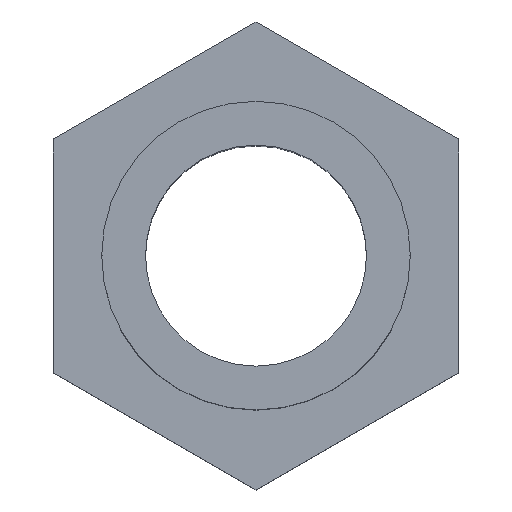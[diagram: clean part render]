
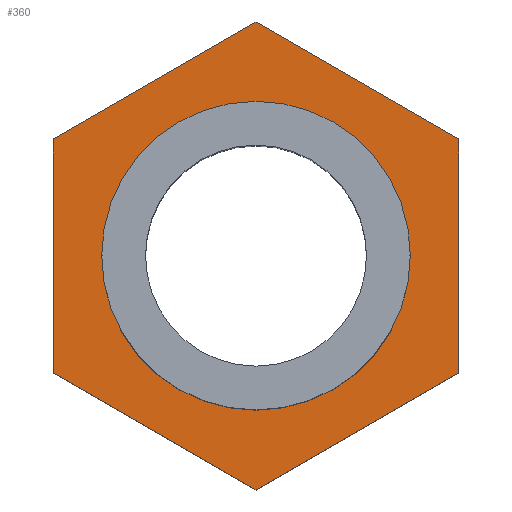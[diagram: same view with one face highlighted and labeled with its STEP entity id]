
A CAD part, top view. The second image highlights one B-rep face of the part: STEP entity #360.
In plain terms, the highlighted planar face has unit normal (0, 0, 1).
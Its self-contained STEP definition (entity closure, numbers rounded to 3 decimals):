
#12 = FACE_OUTER_BOUND ( 'NONE', #538, .T. ) ;
#24 = ORIENTED_EDGE ( 'NONE', *, *, #432, .F. ) ;
#25 = DIRECTION ( 'NONE',  ( 0., 1., 0. ) ) ;
#56 = ORIENTED_EDGE ( 'NONE', *, *, #859, .F. ) ;
#58 = LINE ( 'NONE', #436, #540 ) ;
#73 = CARTESIAN_POINT ( 'NONE',  ( -27.5, -15.877, -22.5 ) ) ;
#75 = ORIENTED_EDGE ( 'NONE', *, *, #783, .F. ) ;
#79 = VERTEX_POINT ( 'NONE', #398 ) ;
#95 = LINE ( 'NONE', #880, #611 ) ;
#99 = LINE ( 'NONE', #469, #866 ) ;
#155 = CARTESIAN_POINT ( 'NONE',  ( -22.822, -18.578, -22.5 ) ) ;
#243 = EDGE_CURVE ( 'NONE', #839, #437, #58, .T. ) ;
#244 = DIRECTION ( 'NONE',  ( 0.866, -0.5, 0. ) ) ;
#257 = ORIENTED_EDGE ( 'NONE', *, *, #515, .F. ) ;
#265 = CARTESIAN_POINT ( 'NONE',  ( 0., -31.754, -22.5 ) ) ;
#277 = DIRECTION ( 'NONE',  ( -0.866, -0.5, 0. ) ) ;
#282 = ORIENTED_EDGE ( 'NONE', *, *, #633, .F. ) ;
#304 = CARTESIAN_POINT ( 'NONE',  ( 0., 20.95, -22.5 ) ) ;
#311 = CARTESIAN_POINT ( 'NONE',  ( 0., 31.754, -22.5 ) ) ;
#313 = VERTEX_POINT ( 'NONE', #830 ) ;
#314 = AXIS2_PLACEMENT_3D ( 'NONE', #304, #761, #444 ) ;
#320 = CARTESIAN_POINT ( 'NONE',  ( 0., 0., -22.5 ) ) ;
#349 = LINE ( 'NONE', #886, #803 ) ;
#360 = ADVANCED_FACE ( 'NONE', ( #907, #12 ), #454, .F. ) ;
#361 = AXIS2_PLACEMENT_3D ( 'NONE', #684, #924, #627 ) ;
#398 = CARTESIAN_POINT ( 'NONE',  ( 27.5, 15.877, -22.5 ) ) ;
#400 = CARTESIAN_POINT ( 'NONE',  ( -27.5, 15.877, -22.5 ) ) ;
#404 = VERTEX_POINT ( 'NONE', #766 ) ;
#405 = VECTOR ( 'NONE', #244, 1000. ) ;
#417 = DIRECTION ( 'NONE',  ( 0., -1., 0. ) ) ;
#432 = EDGE_CURVE ( 'NONE', #696, #313, #546, .T. ) ;
#434 = VERTEX_POINT ( 'NONE', #73 ) ;
#436 = CARTESIAN_POINT ( 'NONE',  ( -4.678, 29.053, -22.5 ) ) ;
#437 = VERTEX_POINT ( 'NONE', #311 ) ;
#444 = DIRECTION ( 'NONE',  ( -1., 0., 0. ) ) ;
#454 = PLANE ( 'NONE',  #314 ) ;
#462 = EDGE_CURVE ( 'NONE', #437, #79, #926, .T. ) ;
#469 = CARTESIAN_POINT ( 'NONE',  ( 27.5, 20.95, -22.5 ) ) ;
#515 = EDGE_CURVE ( 'NONE', #79, #404, #99, .T. ) ;
#527 = VECTOR ( 'NONE', #845, 1000. ) ;
#535 = LINE ( 'NONE', #155, #527 ) ;
#538 = EDGE_LOOP ( 'NONE', ( #56, #282, #257, #957, #984, #644 ) ) ;
#540 = VECTOR ( 'NONE', #669, 1000. ) ;
#546 = CIRCLE ( 'NONE', #944, 20.95 ) ;
#555 = CARTESIAN_POINT ( 'NONE',  ( 4.678, 29.053, -22.5 ) ) ;
#611 = VECTOR ( 'NONE', #25, 1000. ) ;
#627 = DIRECTION ( 'NONE',  ( 1., 0., 0. ) ) ;
#633 = EDGE_CURVE ( 'NONE', #404, #980, #349, .T. ) ;
#644 = ORIENTED_EDGE ( 'NONE', *, *, #902, .F. ) ;
#669 = DIRECTION ( 'NONE',  ( 0.866, 0.5, 0. ) ) ;
#684 = CARTESIAN_POINT ( 'NONE',  ( 0., 0., -22.5 ) ) ;
#696 = VERTEX_POINT ( 'NONE', #759 ) ;
#759 = CARTESIAN_POINT ( 'NONE',  ( 20.95, 0., -22.5 ) ) ;
#761 = DIRECTION ( 'NONE',  ( 0., 0., -1. ) ) ;
#766 = CARTESIAN_POINT ( 'NONE',  ( 27.5, -15.877, -22.5 ) ) ;
#771 = DIRECTION ( 'NONE',  ( 1., 0., 0. ) ) ;
#773 = CIRCLE ( 'NONE', #361, 20.95 ) ;
#783 = EDGE_CURVE ( 'NONE', #313, #696, #773, .T. ) ;
#803 = VECTOR ( 'NONE', #277, 1000. ) ;
#830 = CARTESIAN_POINT ( 'NONE',  ( -20.95, 0., -22.5 ) ) ;
#839 = VERTEX_POINT ( 'NONE', #400 ) ;
#845 = DIRECTION ( 'NONE',  ( -0.866, 0.5, 0. ) ) ;
#859 = EDGE_CURVE ( 'NONE', #980, #434, #535, .T. ) ;
#866 = VECTOR ( 'NONE', #417, 1000. ) ;
#880 = CARTESIAN_POINT ( 'NONE',  ( -27.5, 20.95, -22.5 ) ) ;
#886 = CARTESIAN_POINT ( 'NONE',  ( 22.822, -18.578, -22.5 ) ) ;
#901 = DIRECTION ( 'NONE',  ( 0., 0., 1. ) ) ;
#902 = EDGE_CURVE ( 'NONE', #434, #839, #95, .T. ) ;
#907 = FACE_BOUND ( 'NONE', #919, .T. ) ;
#919 = EDGE_LOOP ( 'NONE', ( #24, #75 ) ) ;
#924 = DIRECTION ( 'NONE',  ( 0., 0., 1. ) ) ;
#926 = LINE ( 'NONE', #555, #405 ) ;
#944 = AXIS2_PLACEMENT_3D ( 'NONE', #320, #901, #771 ) ;
#957 = ORIENTED_EDGE ( 'NONE', *, *, #462, .F. ) ;
#980 = VERTEX_POINT ( 'NONE', #265 ) ;
#984 = ORIENTED_EDGE ( 'NONE', *, *, #243, .F. ) ;
